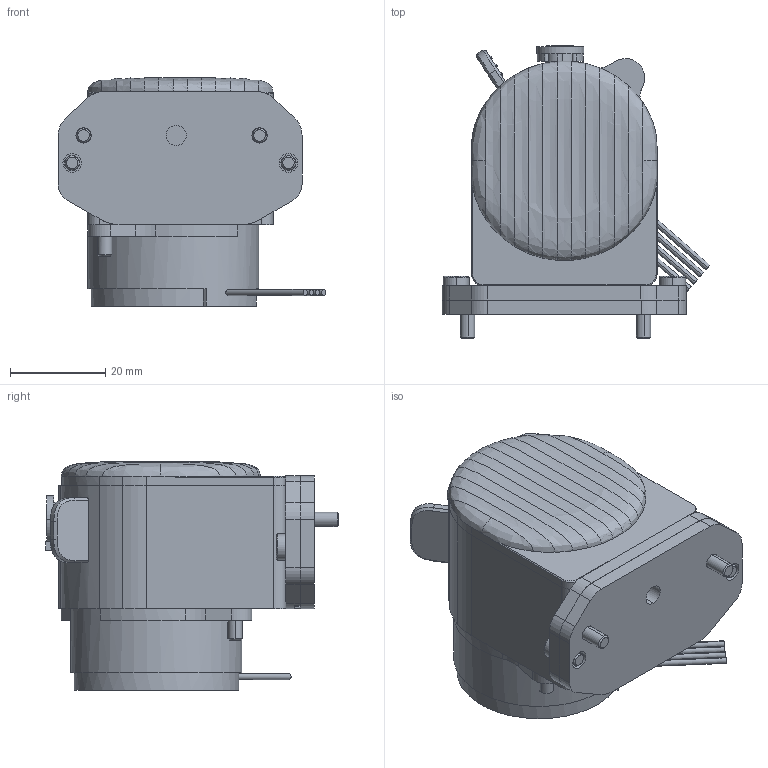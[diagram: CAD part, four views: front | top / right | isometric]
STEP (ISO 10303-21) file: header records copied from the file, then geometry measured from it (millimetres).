
FILE_DESCRIPTION(/* description */ (''),/* implementation_level */ '2;1');
FILE_NAME(/* name */ 'APUS 2+转接件.prt.stp',/* time_stamp */ '2025-04-14T15:43:47+08:00',/* author */ (''),/* organization */ (''),/* preprocessor_version */ 'ST-DEVELOPER v16',/* originating_system */ 'SIEMENS PLM Software NX 11.0',/* authorisation */ '');
FILE_SCHEMA (('AUTOMOTIVE_DESIGN { 1 0 10303 214 3 1 1 1 }'));
Length unit declared in the file: millimetre
Products named in the file (1): APUS 2+转接件
Bounding box: 56.31 x 61.57 x 47.99 mm (x, y, z)
Volume: 67077.2 mm3; surface area: 23400.3 mm2
Topology: 8 solids, 11 shells, 599 faces, 1538 edges, 993 vertices
Faces by surface type: plane 276, cylinder 153, cone 120, bspline 25, torus 15, revolution 8, extrusion 2
Full cylindrical faces by diameter (mm): 3.9 x2, 6.2 x3, 36 x1
Entity records: 22786 total; most frequent: CARTESIAN_POINT 8221, ORIENTED_EDGE 3046, DIRECTION 2964, EDGE_CURVE 1523, AXIS2_PLACEMENT_3D 1107, VERTEX_POINT 994, VECTOR 742, LINE 740
